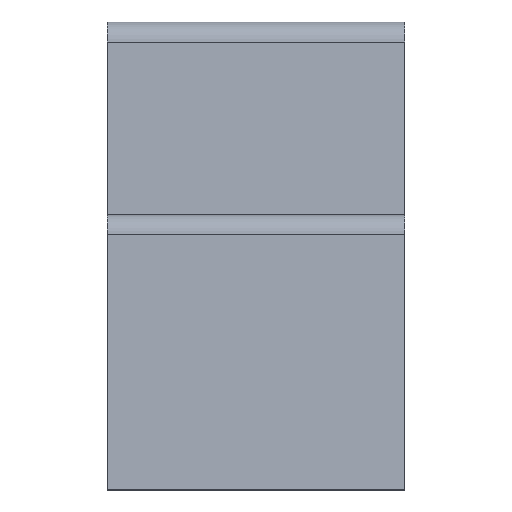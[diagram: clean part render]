
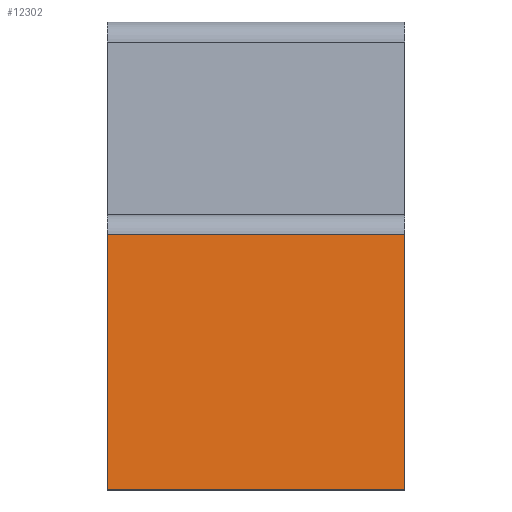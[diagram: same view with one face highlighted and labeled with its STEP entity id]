
A CAD part, left-side view. The second image highlights one B-rep face of the part: STEP entity #12302.
In plain terms, the highlighted planar face has unit normal (-0.996, 0, 0.087).
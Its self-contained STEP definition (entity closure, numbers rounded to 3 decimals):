
#11345=CARTESIAN_POINT('',(-75.581,27.0,26.427));
#11346=VERTEX_POINT('',#11345);
#11353=CARTESIAN_POINT('',(-73.554,27.0,49.601));
#11354=VERTEX_POINT('',#11353);
#11355=CARTESIAN_POINT('',(-75.581,27.0,26.427));
#11356=DIRECTION('',(0.087,0.0,0.996));
#11357=VECTOR('',#11356,23.263);
#11358=LINE('',#11355,#11357);
#11359=EDGE_CURVE('',#11346,#11354,#11358,.T.);
#11574=CARTESIAN_POINT('',(-73.554,0.0,49.601));
#11575=VERTEX_POINT('',#11574);
#11583=CARTESIAN_POINT('',(-75.581,0.0,26.427));
#11584=VERTEX_POINT('',#11583);
#11585=CARTESIAN_POINT('',(-75.581,0.0,26.427));
#11586=DIRECTION('',(0.087,0.0,0.996));
#11587=VECTOR('',#11586,23.263);
#11588=LINE('',#11585,#11587);
#11589=EDGE_CURVE('',#11584,#11575,#11588,.T.);
#12270=CARTESIAN_POINT('',(-73.554,27.0,49.601));
#12271=DIRECTION('',(0.0,-1.0,0.0));
#12272=VECTOR('',#12271,27.0);
#12273=LINE('',#12270,#12272);
#12274=EDGE_CURVE('',#11354,#11575,#12273,.T.);
#12286=CARTESIAN_POINT('',(-75.581,0.0,26.427));
#12287=DIRECTION('',(-0.996,0.0,0.087));
#12288=DIRECTION('',(0.087,0.0,0.996));
#12289=AXIS2_PLACEMENT_3D('',#12286,#12287,#12288);
#12290=PLANE('',#12289);
#12291=ORIENTED_EDGE('',*,*,#12274,.F.);
#12292=ORIENTED_EDGE('',*,*,#11359,.F.);
#12293=CARTESIAN_POINT('',(-75.581,0.0,26.427));
#12294=DIRECTION('',(0.0,1.0,0.0));
#12295=VECTOR('',#12294,27.0);
#12296=LINE('',#12293,#12295);
#12297=EDGE_CURVE('',#11584,#11346,#12296,.T.);
#12298=ORIENTED_EDGE('',*,*,#12297,.F.);
#12299=ORIENTED_EDGE('',*,*,#11589,.T.);
#12300=EDGE_LOOP('',(#12291,#12292,#12298,#12299));
#12301=FACE_OUTER_BOUND('',#12300,.T.);
#12302=ADVANCED_FACE('',(#12301),#12290,.T.);
